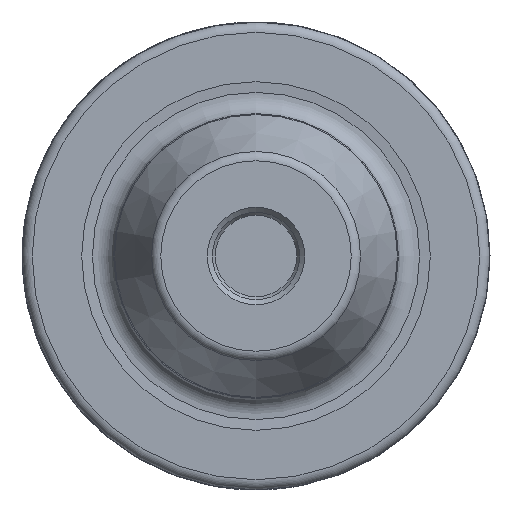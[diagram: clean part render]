
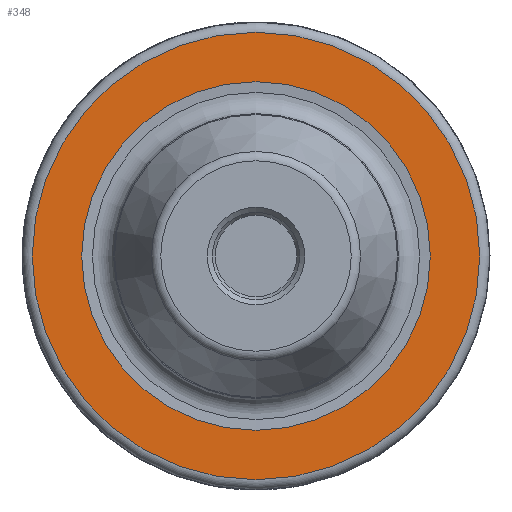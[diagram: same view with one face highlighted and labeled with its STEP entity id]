
A CAD part, left-side view. The second image highlights one B-rep face of the part: STEP entity #348.
In plain terms, the highlighted planar face has unit normal (-1, 0, 0).
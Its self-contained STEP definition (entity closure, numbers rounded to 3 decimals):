
#272=FACE_BOUND('',#511,.T.);
#273=FACE_BOUND('',#512,.T.);
#348=ADVANCED_FACE('',(#272,#273),#405,.F.);
#405=PLANE('',#1373);
#511=EDGE_LOOP('',(#721));
#512=EDGE_LOOP('',(#722));
#721=ORIENTED_EDGE('',*,*,#1166,.T.);
#722=ORIENTED_EDGE('',*,*,#1167,.F.);
#1016=VERTEX_POINT('',#2384);
#1017=VERTEX_POINT('',#2387);
#1166=EDGE_CURVE('',#1016,#1016,#1265,.T.);
#1167=EDGE_CURVE('',#1017,#1017,#1266,.T.);
#1265=CIRCLE('',#1370,17.13);
#1266=CIRCLE('',#1372,21.995);
#1370=AXIS2_PLACEMENT_3D('',#2383,#1605,#1606);
#1372=AXIS2_PLACEMENT_3D('',#2386,#1609,#1610);
#1373=AXIS2_PLACEMENT_3D('',#2388,#1611,#1612);
#1605=DIRECTION('',(1.,0.,0.));
#1606=DIRECTION('',(0.,0.,1.));
#1609=DIRECTION('',(1.,0.,0.));
#1610=DIRECTION('',(0.,0.,1.));
#1611=DIRECTION('',(1.,0.,0.));
#1612=DIRECTION('',(0.,0.,-1.));
#2383=CARTESIAN_POINT('',(28.,0.,0.));
#2384=CARTESIAN_POINT('',(28.,0.,17.13));
#2386=CARTESIAN_POINT('',(28.,0.,0.));
#2387=CARTESIAN_POINT('',(28.,0.,21.995));
#2388=CARTESIAN_POINT('',(28.,21.995,0.));
